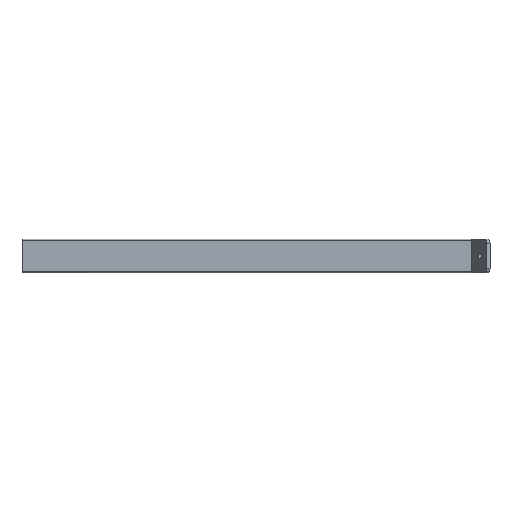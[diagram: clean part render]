
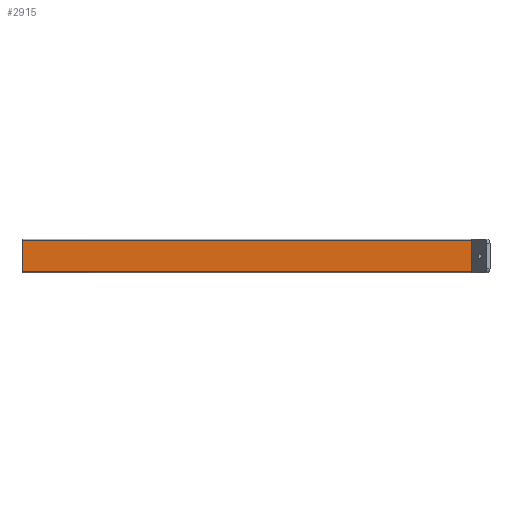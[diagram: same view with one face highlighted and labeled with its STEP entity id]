
A CAD part, front view. The second image highlights one B-rep face of the part: STEP entity #2915.
In plain terms, the highlighted planar face has unit normal (0, -1, 0).
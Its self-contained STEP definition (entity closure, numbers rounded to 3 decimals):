
#53=DIRECTION('',(0.,0.,-1.));
#54=VECTOR('',#53,38.);
#55=CARTESIAN_POINT('',(0.,-68.5,-1.));
#56=LINE('',#55,#54);
#815=DIRECTION('',(0.,0.,-1.));
#816=VECTOR('',#815,38.);
#817=CARTESIAN_POINT('',(535.,-68.5,-1.));
#818=LINE('',#817,#816);
#829=DIRECTION('',(1.,0.,0.));
#830=VECTOR('',#829,535.);
#831=CARTESIAN_POINT('',(0.,-68.5,-39.));
#832=LINE('',#831,#830);
#833=DIRECTION('',(1.,0.,0.));
#834=VECTOR('',#833,535.);
#835=CARTESIAN_POINT('',(0.,-68.5,-1.));
#836=LINE('',#835,#834);
#1451=CARTESIAN_POINT('',(0.,-68.5,-1.));
#1452=VERTEX_POINT('',#1451);
#1453=CARTESIAN_POINT('',(0.,-68.5,-39.));
#1454=VERTEX_POINT('',#1453);
#1471=CARTESIAN_POINT('',(535.,-68.5,-1.));
#1472=CARTESIAN_POINT('',(535.,-68.5,-39.));
#1473=VERTEX_POINT('',#1471);
#1474=VERTEX_POINT('',#1472);
#2904=CARTESIAN_POINT('',(0.,-68.5,-1.));
#2905=DIRECTION('',(0.,-1.,0.));
#2906=DIRECTION('',(0.,0.,-1.));
#2907=AXIS2_PLACEMENT_3D('',#2904,#2905,#2906);
#2908=PLANE('',#2907);
#2909=ORIENTED_EDGE('',*,*,#1869,.F.);
#2910=ORIENTED_EDGE('',*,*,#2869,.T.);
#2911=ORIENTED_EDGE('',*,*,#2884,.T.);
#2912=ORIENTED_EDGE('',*,*,#2898,.F.);
#2913=EDGE_LOOP('',(#2909,#2910,#2911,#2912));
#2914=FACE_OUTER_BOUND('',#2913,.F.);
#2915=ADVANCED_FACE('',(#2914),#2908,.T.);
#1869=EDGE_CURVE('',#1452,#1454,#56,.T.);
#2869=EDGE_CURVE('',#1452,#1473,#836,.T.);
#2884=EDGE_CURVE('',#1473,#1474,#818,.T.);
#2898=EDGE_CURVE('',#1454,#1474,#832,.T.);
